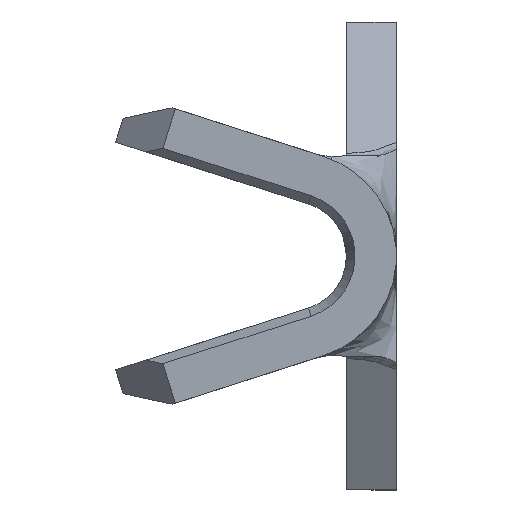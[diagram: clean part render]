
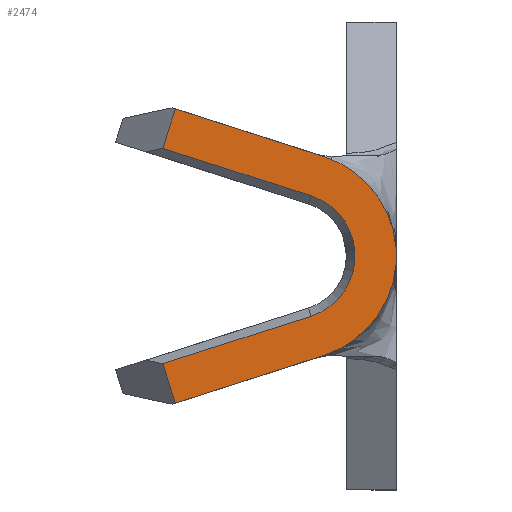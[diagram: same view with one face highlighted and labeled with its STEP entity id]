
A CAD part, left-side view. The second image highlights one B-rep face of the part: STEP entity #2474.
In plain terms, the highlighted planar face has unit normal (-1, 0, 0).
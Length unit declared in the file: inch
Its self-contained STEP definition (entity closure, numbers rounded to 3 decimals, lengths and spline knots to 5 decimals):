
#172 = CARTESIAN_POINT ( 'NONE',  ( -0.666, 0.02263, 0.03857 ) ) ;
#179 = VERTEX_POINT ( 'NONE', #4690 ) ;
#206 = EDGE_CURVE ( 'NONE', #1337, #5707, #2036, .T. ) ;
#273 = CARTESIAN_POINT ( 'NONE',  ( -0.666, 0.035, 0. ) ) ;
#340 = DIRECTION ( 'NONE',  ( 0., 0.952, 0.305 ) ) ;
#467 = AXIS2_PLACEMENT_3D ( 'NONE', #1737, #5164, #2225 ) ;
#489 = VERTEX_POINT ( 'NONE', #2547 ) ;
#491 = AXIS2_PLACEMENT_3D ( 'NONE', #273, #803, #4216 ) ;
#566 = CARTESIAN_POINT ( 'NONE',  ( -0.666, 0.10966, -0.0943 ) ) ;
#784 = CARTESIAN_POINT ( 'NONE',  ( -0.666, 0.10966, 0.0943 ) ) ;
#803 = DIRECTION ( 'NONE',  ( 1., 0., 0. ) ) ;
#829 = VECTOR ( 'NONE', #1245, 39.37008 ) ;
#833 = DIRECTION ( 'NONE',  ( 0., -0.305, -0.952 ) ) ;
#867 = ORIENTED_EDGE ( 'NONE', *, *, #3847, .F. ) ;
#997 = FACE_OUTER_BOUND ( 'NONE', #5198, .T. ) ;
#1121 = VECTOR ( 'NONE', #3200, 39.37008 ) ;
#1183 = VERTEX_POINT ( 'NONE', #5579 ) ;
#1198 = ORIENTED_EDGE ( 'NONE', *, *, #5334, .T. ) ;
#1222 = ORIENTED_EDGE ( 'NONE', *, *, #3478, .F. ) ;
#1245 = DIRECTION ( 'NONE',  ( 0., 0.952, -0.305 ) ) ;
#1274 = LINE ( 'NONE', #2731, #1121 ) ;
#1312 = CARTESIAN_POINT ( 'NONE',  ( -0.666, 0.13012, -0.0305 ) ) ;
#1337 = VERTEX_POINT ( 'NONE', #172 ) ;
#1432 = CARTESIAN_POINT ( 'NONE',  ( -0.666, 0.01454, -0.0638 ) ) ;
#1713 = VERTEX_POINT ( 'NONE', #566 ) ;
#1737 = CARTESIAN_POINT ( 'NONE',  ( -0.666, 0.035, 0. ) ) ;
#1946 = VECTOR ( 'NONE', #5696, 39.37008 ) ;
#2036 = CIRCLE ( 'NONE', #4319, 0.0405 ) ;
#2110 = LINE ( 'NONE', #1312, #4565 ) ;
#2225 = DIRECTION ( 'NONE',  ( 0., 0., -1. ) ) ;
#2474 = ADVANCED_FACE ( 'NONE', ( #997 ), #6101, .F. ) ;
#2538 = DIRECTION ( 'NONE',  ( 0., 0.952, -0.305 ) ) ;
#2547 = CARTESIAN_POINT ( 'NONE',  ( -0.666, 0.01454, 0.0638 ) ) ;
#2731 = CARTESIAN_POINT ( 'NONE',  ( -0.666, 0.01454, 0.0638 ) ) ;
#2768 = ORIENTED_EDGE ( 'NONE', *, *, #5312, .T. ) ;
#2815 = CARTESIAN_POINT ( 'NONE',  ( -0.666, 0.13012, 0.0305 ) ) ;
#2887 = ORIENTED_EDGE ( 'NONE', *, *, #206, .T. ) ;
#3197 = LINE ( 'NONE', #5452, #4657 ) ;
#3200 = DIRECTION ( 'NONE',  ( 0., -0.952, -0.305 ) ) ;
#3478 = EDGE_CURVE ( 'NONE', #489, #3629, #5988, .T. ) ;
#3629 = VERTEX_POINT ( 'NONE', #1432 ) ;
#3764 = CARTESIAN_POINT ( 'NONE',  ( -0.666, 0.02263, -0.03857 ) ) ;
#3847 = EDGE_CURVE ( 'NONE', #3629, #1713, #3197, .T. ) ;
#3883 = CARTESIAN_POINT ( 'NONE',  ( -0.666, 0.02263, -0.03857 ) ) ;
#4216 = DIRECTION ( 'NONE',  ( 0., 0., -1. ) ) ;
#4259 = VECTOR ( 'NONE', #340, 39.37008 ) ;
#4319 = AXIS2_PLACEMENT_3D ( 'NONE', #5073, #5091, #5023 ) ;
#4413 = VERTEX_POINT ( 'NONE', #784 ) ;
#4565 = VECTOR ( 'NONE', #833, 39.37008 ) ;
#4657 = VECTOR ( 'NONE', #2538, 39.37008 ) ;
#4690 = CARTESIAN_POINT ( 'NONE',  ( -0.666, 0.11775, -0.06907 ) ) ;
#4716 = LINE ( 'NONE', #3764, #829 ) ;
#4967 = ORIENTED_EDGE ( 'NONE', *, *, #5254, .F. ) ;
#5023 = DIRECTION ( 'NONE',  ( 0., 0., -1. ) ) ;
#5073 = CARTESIAN_POINT ( 'NONE',  ( -0.666, 0.035, 0. ) ) ;
#5091 = DIRECTION ( 'NONE',  ( 1., 0., 0. ) ) ;
#5164 = DIRECTION ( 'NONE',  ( 1., 0., 0. ) ) ;
#5198 = EDGE_LOOP ( 'NONE', ( #5281, #2768, #867, #1222, #4967, #1198, #5288, #2887 ) ) ;
#5254 = EDGE_CURVE ( 'NONE', #4413, #489, #1274, .T. ) ;
#5281 = ORIENTED_EDGE ( 'NONE', *, *, #5291, .T. ) ;
#5288 = ORIENTED_EDGE ( 'NONE', *, *, #5379, .F. ) ;
#5291 = EDGE_CURVE ( 'NONE', #5707, #179, #4716, .T. ) ;
#5312 = EDGE_CURVE ( 'NONE', #179, #1713, #2110, .T. ) ;
#5334 = EDGE_CURVE ( 'NONE', #4413, #1183, #5828, .T. ) ;
#5379 = EDGE_CURVE ( 'NONE', #1337, #1183, #5693, .T. ) ;
#5452 = CARTESIAN_POINT ( 'NONE',  ( -0.666, 0.01454, -0.0638 ) ) ;
#5579 = CARTESIAN_POINT ( 'NONE',  ( -0.666, 0.11775, 0.06907 ) ) ;
#5693 = LINE ( 'NONE', #5724, #4259 ) ;
#5696 = DIRECTION ( 'NONE',  ( 0., 0.305, -0.952 ) ) ;
#5707 = VERTEX_POINT ( 'NONE', #3883 ) ;
#5724 = CARTESIAN_POINT ( 'NONE',  ( -0.666, 0.02263, 0.03857 ) ) ;
#5828 = LINE ( 'NONE', #2815, #1946 ) ;
#5988 = CIRCLE ( 'NONE', #467, 0.067 ) ;
#6101 = PLANE ( 'NONE',  #491 ) ;
